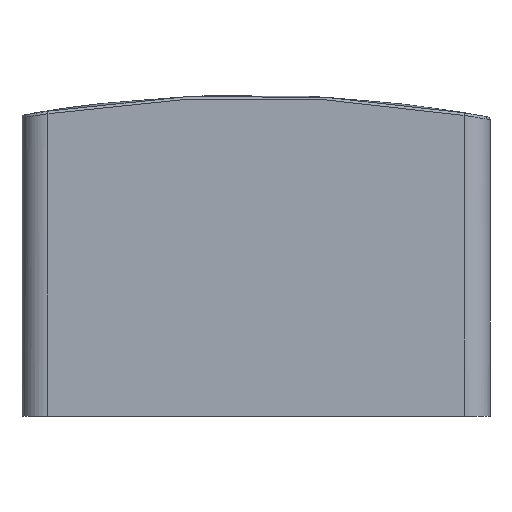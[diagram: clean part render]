
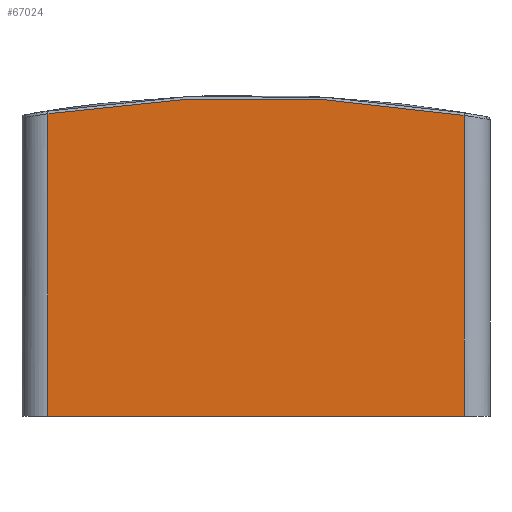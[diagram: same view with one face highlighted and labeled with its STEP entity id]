
A CAD part, left-side view. The second image highlights one B-rep face of the part: STEP entity #67024.
In plain terms, the highlighted planar face has unit normal (-1, 0, 0).
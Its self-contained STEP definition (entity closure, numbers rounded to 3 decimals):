
#439=CIRCLE('',#70346,495.644);
#3887=PLANE('',#70350);
#7307=FACE_OUTER_BOUND('',#11006,.T.);
#11006=EDGE_LOOP('',(#63489,#63490,#63491,#63492));
#19584=LINE('',#111764,#28162);
#19585=LINE('',#111768,#28163);
#19586=LINE('',#111769,#28164);
#28162=VECTOR('',#85550,10.);
#28163=VECTOR('',#85555,10.);
#28164=VECTOR('',#85556,10.);
#35168=VERTEX_POINT('',#111620);
#35174=VERTEX_POINT('',#111746);
#35177=VERTEX_POINT('',#111763);
#35178=VERTEX_POINT('',#111767);
#44610=EDGE_CURVE('',#35168,#35174,#439,.T.);
#44614=EDGE_CURVE('',#35174,#35177,#19584,.T.);
#44616=EDGE_CURVE('',#35178,#35168,#19585,.T.);
#44617=EDGE_CURVE('',#35177,#35178,#19586,.T.);
#63489=ORIENTED_EDGE('',*,*,#44610,.F.);
#63490=ORIENTED_EDGE('',*,*,#44616,.F.);
#63491=ORIENTED_EDGE('',*,*,#44617,.F.);
#63492=ORIENTED_EDGE('',*,*,#44614,.F.);
#67024=ADVANCED_FACE('',(#7307),#3887,.T.);
#70346=AXIS2_PLACEMENT_3D('',#111755,#85541,#85542);
#70350=AXIS2_PLACEMENT_3D('',#111766,#85553,#85554);
#85541=DIRECTION('center_axis',(1.,0.,0.));
#85542=DIRECTION('ref_axis',(0.,-0.004,
1.));
#85550=DIRECTION('',(0.,0.,-1.));
#85553=DIRECTION('center_axis',(-1.,0.,0.));
#85554=DIRECTION('ref_axis',(0.,-1.,0.));
#85555=DIRECTION('',(0.,0.,1.));
#85556=DIRECTION('',(0.,1.,0.));
#111620=CARTESIAN_POINT('',(-90.,80.,116.333));
#111746=CARTESIAN_POINT('',(-90.,-80.,115.667));
#111755=CARTESIAN_POINT('Origin',(-90.,2.034,-373.141));
#111763=CARTESIAN_POINT('',(-90.,-80.,0.));
#111764=CARTESIAN_POINT('',(-90.,-80.,0.));
#111766=CARTESIAN_POINT('Origin',(-90.,90.,0.));
#111767=CARTESIAN_POINT('',(-90.,80.,0.));
#111768=CARTESIAN_POINT('',(-90.,80.,0.));
#111769=CARTESIAN_POINT('',(-90.,-90.,0.));
